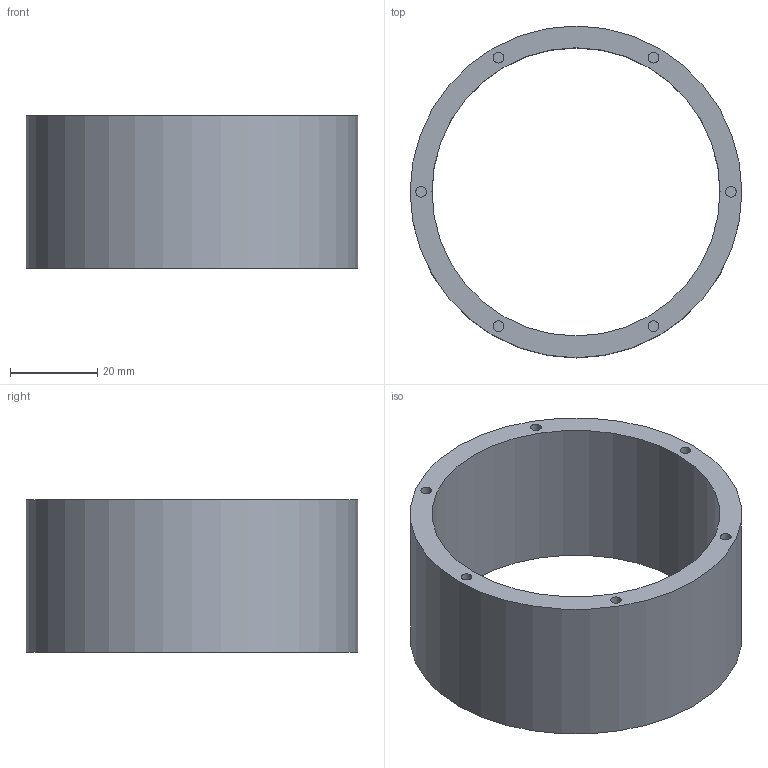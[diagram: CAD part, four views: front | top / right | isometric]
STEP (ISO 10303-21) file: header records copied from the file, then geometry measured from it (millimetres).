
FILE_DESCRIPTION(/* description */ ('Unknown'),/* implementation_level */ '2;1');
FILE_NAME(/* name */ 'wall',/* time_stamp */ '2024-02-05T11:24:44+02:00',/* author */ ('Unknown'),/* organization */ ('Unknown'),/* preprocessor_version */ 'ST-DEVELOPER v19.4',/* originating_system */ 'Solid Edge',/* authorisation */ 'Unknown');
FILE_SCHEMA (('AUTOMOTIVE_DESIGN {1 0 10303 214 3 1 1}'));
Length unit declared in the file: millimetre
Products named in the file (1): wall
Bounding box: 76 x 76 x 35 mm (x, y, z)
Volume: 38179.5 mm3; surface area: 19234.8 mm2
Topology: 1 solids, 1 shells, 40 faces, 66 edges, 40 vertices
Faces by surface type: cylinder 26, plane 14
Full cylindrical faces by diameter (mm): 2.459 x24, 66 x1, 76 x1
Entity records: 1112 total; most frequent: DIRECTION 162, CARTESIAN_POINT 121, AXIS2_PLACEMENT_3D 81, ORIENTED_EDGE 80, EDGE_LOOP 80, FACE_BOUND 80, EDGE_CURVE 40, VERTEX_POINT 40
